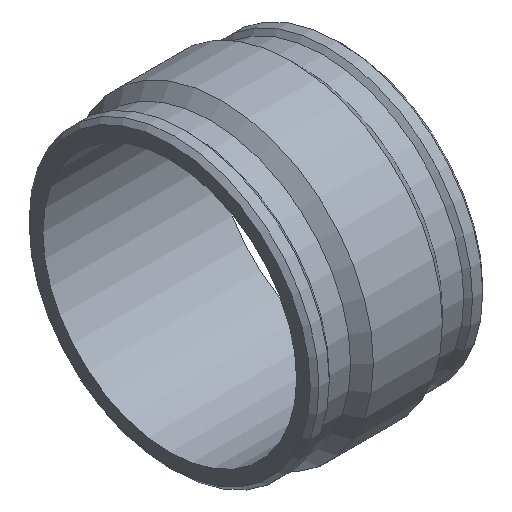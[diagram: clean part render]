
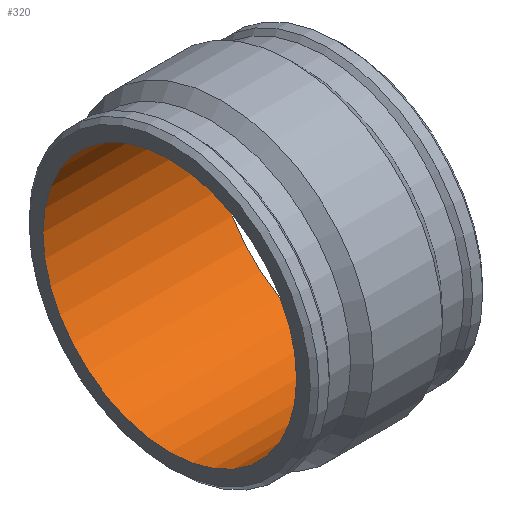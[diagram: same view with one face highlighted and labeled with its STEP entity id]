
A CAD part, isometric view. The second image highlights one B-rep face of the part: STEP entity #320.
In plain terms, the highlighted cylindrical face has radius 225 mm (diameter 450 mm), a full revolution.
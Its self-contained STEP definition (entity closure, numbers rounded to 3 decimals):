
#48=FACE_BOUND('',#142,.T.);
#62=CYLINDRICAL_SURFACE('',#376,225.);
#90=FACE_OUTER_BOUND('',#141,.T.);
#141=EDGE_LOOP('',(#283));
#142=EDGE_LOOP('',(#284));
#160=CIRCLE('',#357,225.);
#168=CIRCLE('',#375,225.);
#186=VERTEX_POINT('',#613);
#194=VERTEX_POINT('',#639);
#216=EDGE_CURVE('',#186,#186,#160,.T.);
#224=EDGE_CURVE('',#194,#194,#168,.T.);
#283=ORIENTED_EDGE('',*,*,#224,.T.);
#284=ORIENTED_EDGE('',*,*,#216,.F.);
#320=ADVANCED_FACE('',(#90,#48),#62,.F.);
#357=AXIS2_PLACEMENT_3D('',#614,#447,#448);
#375=AXIS2_PLACEMENT_3D('',#640,#483,#484);
#376=AXIS2_PLACEMENT_3D('',#641,#485,#486);
#447=DIRECTION('center_axis',(1.,0.,0.));
#448=DIRECTION('ref_axis',(0.,0.,-1.));
#483=DIRECTION('center_axis',(1.,0.,0.));
#484=DIRECTION('ref_axis',(0.,0.,-1.));
#485=DIRECTION('center_axis',(1.,0.,0.));
#486=DIRECTION('ref_axis',(0.,1.,0.));
#613=CARTESIAN_POINT('',(-153.,225.,0.));
#614=CARTESIAN_POINT('Origin',(-153.,0.,0.));
#639=CARTESIAN_POINT('',(153.,225.,0.));
#640=CARTESIAN_POINT('Origin',(153.,0.,0.));
#641=CARTESIAN_POINT('Origin',(-76.5,0.,0.));
